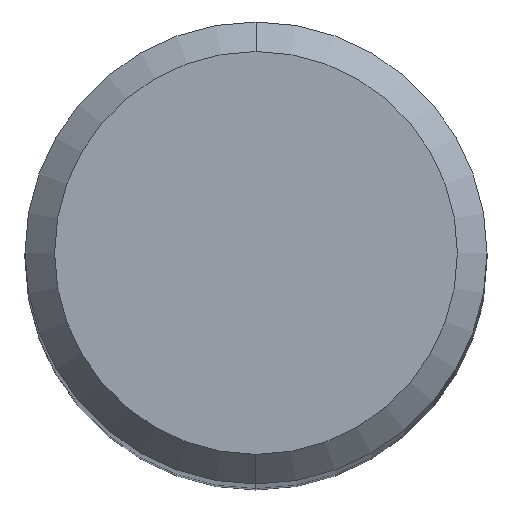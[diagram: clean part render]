
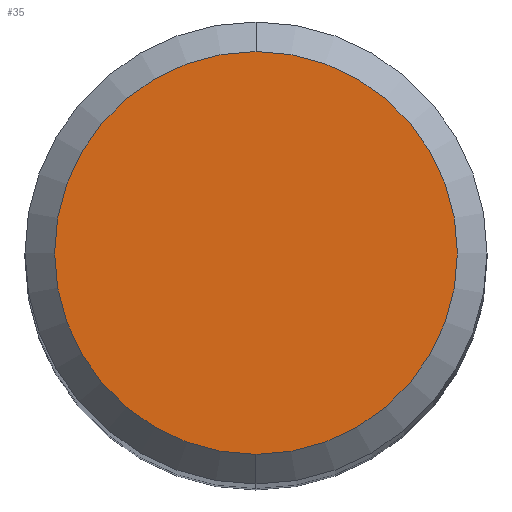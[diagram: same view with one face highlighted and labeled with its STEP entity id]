
A CAD part, top view. The second image highlights one B-rep face of the part: STEP entity #35.
In plain terms, the highlighted planar face has unit normal (0, 0, 1).
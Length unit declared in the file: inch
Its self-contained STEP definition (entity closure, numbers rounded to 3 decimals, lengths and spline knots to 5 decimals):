
#6 = AXIS2_PLACEMENT_3D ( 'NONE', #33, #40, #387 ) ;
#7 = DIRECTION ( 'NONE',  ( 0., 0., 1. ) ) ;
#33 = CARTESIAN_POINT ( 'NONE',  ( 0., 0., 0. ) ) ;
#35 = ADVANCED_FACE ( 'NONE', ( #78 ), #259, .F. ) ;
#40 = DIRECTION ( 'NONE',  ( 0., 0., 1. ) ) ;
#78 = FACE_OUTER_BOUND ( 'NONE', #163, .T. ) ;
#85 = CARTESIAN_POINT ( 'NONE',  ( 0., -0.13625, 0. ) ) ;
#86 = ORIENTED_EDGE ( 'NONE', *, *, #366, .T. ) ;
#101 = CARTESIAN_POINT ( 'NONE',  ( 0., 0.13625, 0. ) ) ;
#106 = DIRECTION ( 'NONE',  ( 0., -1., 0. ) ) ;
#117 = AXIS2_PLACEMENT_3D ( 'NONE', #156, #7, #106 ) ;
#142 = VERTEX_POINT ( 'NONE', #85 ) ;
#156 = CARTESIAN_POINT ( 'NONE',  ( 0., 0., 0. ) ) ;
#163 = EDGE_LOOP ( 'NONE', ( #86, #175 ) ) ;
#170 = DIRECTION ( 'NONE',  ( 0., 0., -1. ) ) ;
#175 = ORIENTED_EDGE ( 'NONE', *, *, #340, .T. ) ;
#203 = CARTESIAN_POINT ( 'NONE',  ( 0., 0.13625, 0. ) ) ;
#223 = AXIS2_PLACEMENT_3D ( 'NONE', #203, #170, #328 ) ;
#255 = CIRCLE ( 'NONE', #117, 0.13625 ) ;
#259 = PLANE ( 'NONE',  #223 ) ;
#328 = DIRECTION ( 'NONE',  ( 0., 1., 0. ) ) ;
#340 = EDGE_CURVE ( 'NONE', #142, #363, #255, .T. ) ;
#363 = VERTEX_POINT ( 'NONE', #101 ) ;
#366 = EDGE_CURVE ( 'NONE', #363, #142, #395, .T. ) ;
#387 = DIRECTION ( 'NONE',  ( 0., -1., 0. ) ) ;
#395 = CIRCLE ( 'NONE', #6, 0.13625 ) ;
